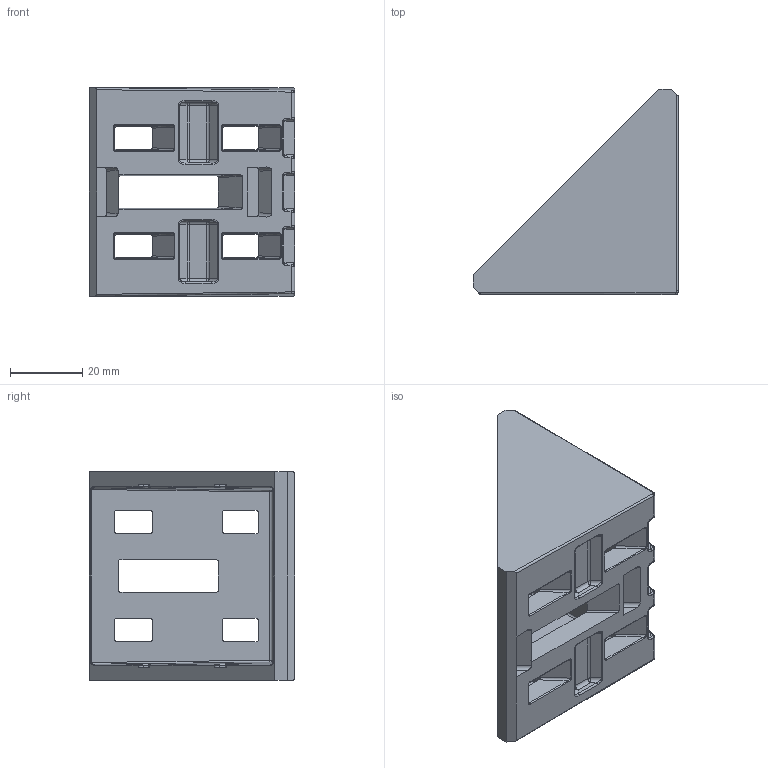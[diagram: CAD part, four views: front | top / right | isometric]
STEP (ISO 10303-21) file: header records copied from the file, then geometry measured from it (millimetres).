
FILE_DESCRIPTION (( 'STEP AP214' ), '1' );
FILE_NAME ('202300104.STEP', '2014-02-20T08:28:05', ( '' ), ( '' ), 'SwSTEP 2.0', 'SolidWorks 2014', '' );
FILE_SCHEMA (( 'AUTOMOTIVE_DESIGN' ));
Length unit declared in the file: millimetre
Products named in the file (1): 202300104
Bounding box: 57 x 57 x 58 mm (x, y, z)
Volume: 38417.2 mm3; surface area: 19734.4 mm2
Topology: 1 solids, 1 shells, 434 faces, 1059 edges, 626 vertices
Faces by surface type: cylinder 197, bspline 111, plane 110, sphere 16
Entity records: 14169 total; most frequent: CARTESIAN_POINT 5169, ORIENTED_EDGE 2102, DIRECTION 1666, EDGE_CURVE 1051, VERTEX_POINT 626, AXIS2_PLACEMENT_3D 585, VECTOR 496, LINE 496
